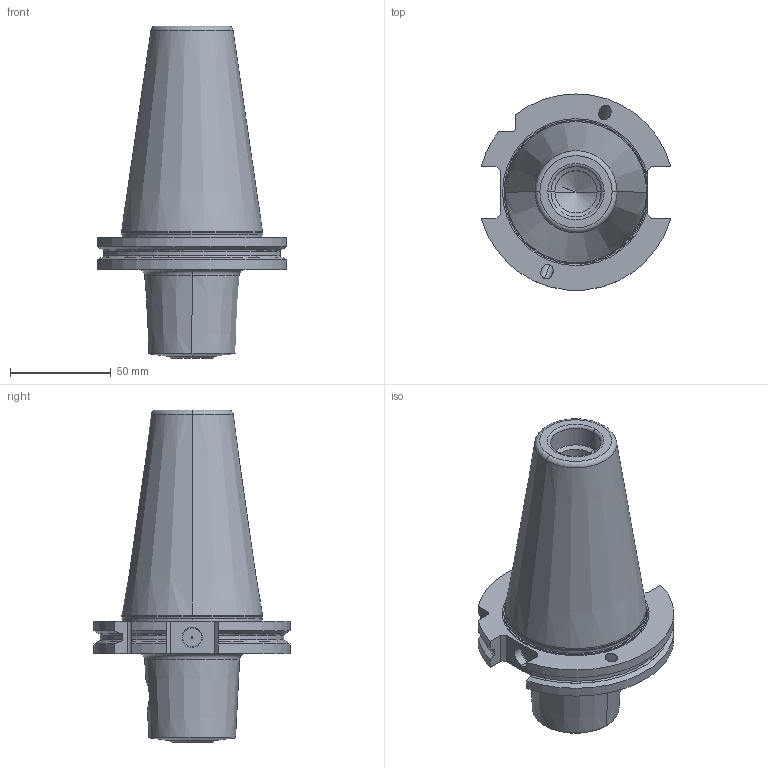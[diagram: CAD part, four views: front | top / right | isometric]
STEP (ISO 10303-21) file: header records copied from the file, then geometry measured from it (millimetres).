
FILE_DESCRIPTION((''),'2;1');
FILE_NAME('607225302-000-01-E43','2025-02-21T11:39:21',('muellerst1'),(''),'CREO PARAMETRIC BY PTC INC, 2021184','CREO PARAMETRIC BY PTC INC, 2021184','');
FILE_SCHEMA(('AP242_MANAGED_MODEL_BASED_3D_ENGINEERING_MIM_LF { 1 0 10303 442 1 1 4 }'));
Length unit declared in the file: millimetre
Products named in the file (1): 607225302-000-01-E43
Bounding box: 94.05 x 97.31 x 164.75 mm (x, y, z)
Volume: 397534.6 mm3; surface area: 50522.6 mm2
Topology: 1 solids, 2 shells, 204 faces, 476 edges, 284 vertices
Faces by surface type: cylinder 66, cone 63, plane 52, torus 23
Entity records: 9497 total; most frequent: CARTESIAN_POINT 2868, DIRECTION 993, ORIENTED_EDGE 940, PRESENTATION_STYLE_ASSIGNMENT 479, STYLED_ITEM 479, CURVE_STYLE 478, EDGE_CURVE 470, AXIS2_PLACEMENT_3D 399
